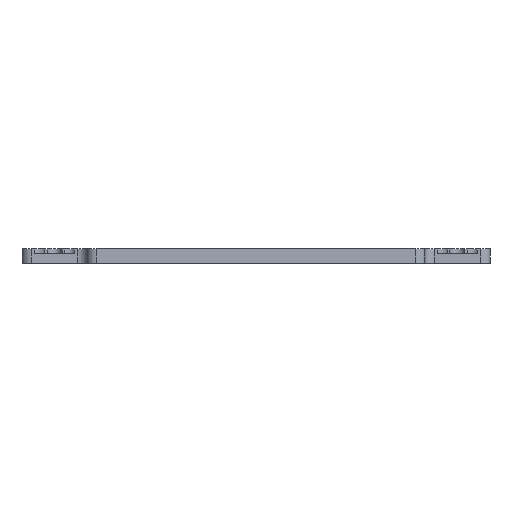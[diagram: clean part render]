
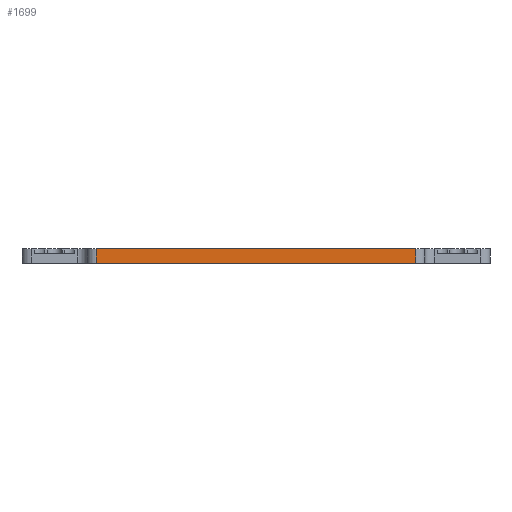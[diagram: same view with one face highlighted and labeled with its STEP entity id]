
A CAD part, left-side view. The second image highlights one B-rep face of the part: STEP entity #1699.
In plain terms, the highlighted planar face has unit normal (-1, 0, 0).
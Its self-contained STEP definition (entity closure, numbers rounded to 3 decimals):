
#66=PLANE('',#1853);
#107=FACE_OUTER_BOUND('',#209,.T.);
#209=EDGE_LOOP('',(#1239,#1240,#1241,#1242));
#354=LINE('',#2636,#502);
#363=LINE('',#2698,#511);
#364=LINE('',#2701,#512);
#365=LINE('',#2702,#513);
#502=VECTOR('',#2077,10.);
#511=VECTOR('',#2138,10.);
#512=VECTOR('',#2141,10.);
#513=VECTOR('',#2142,10.);
#774=VERTEX_POINT('',#2633);
#775=VERTEX_POINT('',#2635);
#802=VERTEX_POINT('',#2696);
#803=VERTEX_POINT('',#2700);
#944=EDGE_CURVE('',#774,#775,#354,.T.);
#976=EDGE_CURVE('',#775,#802,#363,.T.);
#977=EDGE_CURVE('',#803,#774,#364,.T.);
#978=EDGE_CURVE('',#802,#803,#365,.T.);
#1239=ORIENTED_EDGE('',*,*,#976,.F.);
#1240=ORIENTED_EDGE('',*,*,#944,.F.);
#1241=ORIENTED_EDGE('',*,*,#977,.F.);
#1242=ORIENTED_EDGE('',*,*,#978,.F.);
#1699=ADVANCED_FACE('',(#107),#66,.T.);
#1853=AXIS2_PLACEMENT_3D('',#2699,#2139,#2140);
#2077=DIRECTION('',(0.,-1.,0.));
#2138=DIRECTION('',(0.,0.,-1.));
#2139=DIRECTION('center_axis',(-1.,0.,0.));
#2140=DIRECTION('ref_axis',(0.,1.,0.));
#2141=DIRECTION('',(0.,0.,1.));
#2142=DIRECTION('',(0.,1.,0.));
#2633=CARTESIAN_POINT('',(-100.,44.05,0.));
#2635=CARTESIAN_POINT('',(-100.,-24.15,0.));
#2636=CARTESIAN_POINT('',(-100.,59.95,0.));
#2696=CARTESIAN_POINT('',(-100.,-24.15,-3.));
#2698=CARTESIAN_POINT('',(-100.,-24.15,0.));
#2699=CARTESIAN_POINT('Origin',(-100.,-26.15,0.));
#2700=CARTESIAN_POINT('',(-100.,44.05,-3.));
#2701=CARTESIAN_POINT('',(-100.,44.05,0.));
#2702=CARTESIAN_POINT('',(-100.,59.95,-3.));
